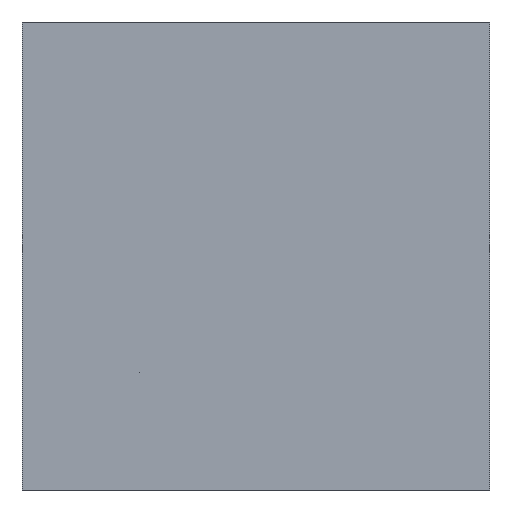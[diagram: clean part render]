
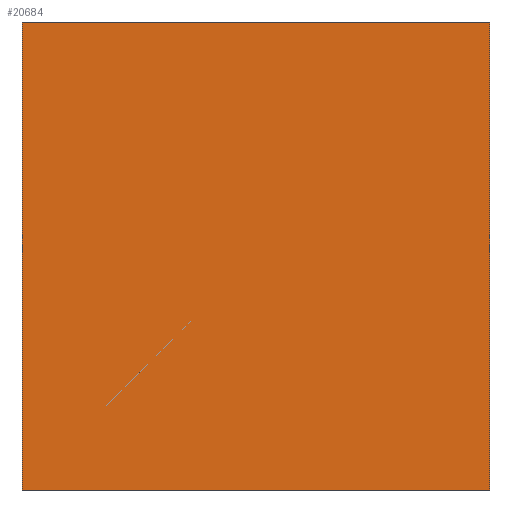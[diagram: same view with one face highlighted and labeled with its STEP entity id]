
A CAD part, front view. The second image highlights one B-rep face of the part: STEP entity #20684.
In plain terms, the highlighted planar face has unit normal (0, -1, 0).
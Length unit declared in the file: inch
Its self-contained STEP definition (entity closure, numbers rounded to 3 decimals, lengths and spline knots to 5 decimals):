
#646=PLANE('',#22331);
#1663=FACE_OUTER_BOUND('',#2930,.T.);
#2930=EDGE_LOOP('',(#16666,#16667,#16668,#16669));
#4681=LINE('',#33126,#6820);
#4682=LINE('',#33128,#6821);
#4683=LINE('',#33130,#6822);
#4684=LINE('',#33131,#6823);
#6820=VECTOR('',#26392,39.37008);
#6821=VECTOR('',#26393,39.37008);
#6822=VECTOR('',#26394,39.37008);
#6823=VECTOR('',#26395,39.37008);
#9723=VERTEX_POINT('',#33124);
#9724=VERTEX_POINT('',#33125);
#9725=VERTEX_POINT('',#33127);
#9726=VERTEX_POINT('',#33129);
#12214=EDGE_CURVE('',#9723,#9724,#4681,.T.);
#12215=EDGE_CURVE('',#9725,#9723,#4682,.T.);
#12216=EDGE_CURVE('',#9726,#9725,#4683,.T.);
#12217=EDGE_CURVE('',#9724,#9726,#4684,.T.);
#16666=ORIENTED_EDGE('',*,*,#12214,.F.);
#16667=ORIENTED_EDGE('',*,*,#12215,.F.);
#16668=ORIENTED_EDGE('',*,*,#12216,.F.);
#16669=ORIENTED_EDGE('',*,*,#12217,.F.);
#20684=ADVANCED_FACE('',(#1663),#646,.F.);
#22331=AXIS2_PLACEMENT_3D('',#33123,#26390,#26391);
#26390=DIRECTION('center_axis',(0.,1.,0.));
#26391=DIRECTION('ref_axis',(0.,0.,1.));
#26392=DIRECTION('',(-1.,0.,0.));
#26393=DIRECTION('',(0.,0.,-1.));
#26394=DIRECTION('',(1.,0.,0.));
#26395=DIRECTION('',(0.,0.,1.));
#33123=CARTESIAN_POINT('Origin',(0.,6.10236,0.));
#33124=CARTESIAN_POINT('',(31.09083,6.10236,-1.15157));
#33125=CARTESIAN_POINT('',(27.94122,6.10236,-1.15157));
#33126=CARTESIAN_POINT('',(0.,6.10236,-1.15157));
#33127=CARTESIAN_POINT('',(31.09083,6.10236,1.99803));
#33128=CARTESIAN_POINT('',(31.09083,6.10236,0.));
#33129=CARTESIAN_POINT('',(27.94122,6.10236,1.99803));
#33130=CARTESIAN_POINT('',(0.,6.10236,1.99803));
#33131=CARTESIAN_POINT('',(27.94122,6.10236,0.));
